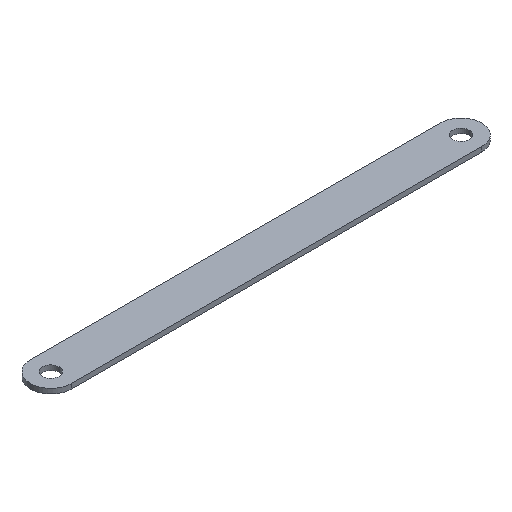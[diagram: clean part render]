
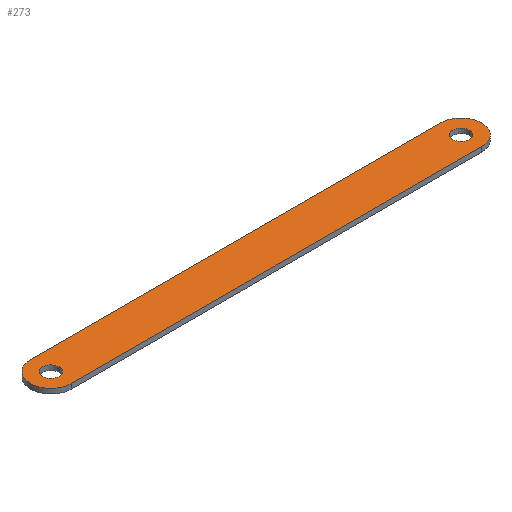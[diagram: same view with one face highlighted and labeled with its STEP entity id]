
A CAD part, isometric view. The second image highlights one B-rep face of the part: STEP entity #273.
In plain terms, the highlighted planar face has unit normal (0, 0, 1).
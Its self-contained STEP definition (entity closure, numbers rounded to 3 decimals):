
#2 = FACE_BOUND ( 'NONE', #39, .T. ) ;
#6 = VERTEX_POINT ( 'NONE', #220 ) ;
#8 = EDGE_CURVE ( 'NONE', #33, #332, #280, .T. ) ;
#9 = CIRCLE ( 'NONE', #80, 10. ) ;
#18 = DIRECTION ( 'NONE',  ( 0., 0., 1. ) ) ;
#19 = CARTESIAN_POINT ( 'NONE',  ( 250., 0., 6. ) ) ;
#20 = DIRECTION ( 'NONE',  ( 1., 0., 0. ) ) ;
#30 = EDGE_CURVE ( 'NONE', #134, #162, #336, .T. ) ;
#32 = DIRECTION ( 'NONE',  ( 1., 0., 0. ) ) ;
#33 = VERTEX_POINT ( 'NONE', #167 ) ;
#38 = EDGE_CURVE ( 'NONE', #217, #122, #227, .T. ) ;
#39 = EDGE_LOOP ( 'NONE', ( #69, #104 ) ) ;
#40 = EDGE_LOOP ( 'NONE', ( #337, #223 ) ) ;
#46 = CARTESIAN_POINT ( 'NONE',  ( -260., 0., 6. ) ) ;
#49 = CARTESIAN_POINT ( 'NONE',  ( -275., 0., 6. ) ) ;
#51 = CARTESIAN_POINT ( 'NONE',  ( -250., 0., 6. ) ) ;
#52 = CARTESIAN_POINT ( 'NONE',  ( -250., -25., 6. ) ) ;
#55 = DIRECTION ( 'NONE',  ( 0., 0., 1. ) ) ;
#59 = EDGE_CURVE ( 'NONE', #188, #6, #105, .T. ) ;
#64 = AXIS2_PLACEMENT_3D ( 'NONE', #51, #110, #248 ) ;
#66 = CIRCLE ( 'NONE', #314, 10. ) ;
#69 = ORIENTED_EDGE ( 'NONE', *, *, #284, .F. ) ;
#74 = VECTOR ( 'NONE', #20, 1000. ) ;
#80 = AXIS2_PLACEMENT_3D ( 'NONE', #324, #55, #86 ) ;
#86 = DIRECTION ( 'NONE',  ( 1., 0., 0. ) ) ;
#89 = FACE_OUTER_BOUND ( 'NONE', #309, .T. ) ;
#93 = ORIENTED_EDGE ( 'NONE', *, *, #59, .T. ) ;
#94 = CARTESIAN_POINT ( 'NONE',  ( 260., 0., 6. ) ) ;
#95 = CIRCLE ( 'NONE', #341, 25. ) ;
#96 = CARTESIAN_POINT ( 'NONE',  ( -250., 25., 6. ) ) ;
#104 = ORIENTED_EDGE ( 'NONE', *, *, #38, .F. ) ;
#105 = CIRCLE ( 'NONE', #196, 25. ) ;
#107 = CARTESIAN_POINT ( 'NONE',  ( -250., 0., 6. ) ) ;
#110 = DIRECTION ( 'NONE',  ( 0., 0., 1. ) ) ;
#115 = CARTESIAN_POINT ( 'NONE',  ( -250., -25., 6. ) ) ;
#120 = DIRECTION ( 'NONE',  ( 1., 0., 0. ) ) ;
#122 = VERTEX_POINT ( 'NONE', #46 ) ;
#125 = PLANE ( 'NONE',  #349 ) ;
#126 = DIRECTION ( 'NONE',  ( 0., 0., 1. ) ) ;
#127 = ORIENTED_EDGE ( 'NONE', *, *, #151, .T. ) ;
#134 = VERTEX_POINT ( 'NONE', #49 ) ;
#141 = EDGE_CURVE ( 'NONE', #162, #188, #173, .T. ) ;
#142 = DIRECTION ( 'NONE',  ( 0., 0., 1. ) ) ;
#143 = DIRECTION ( 'NONE',  ( 0., 0., 1. ) ) ;
#145 = CARTESIAN_POINT ( 'NONE',  ( 250., 0., 6. ) ) ;
#146 = CARTESIAN_POINT ( 'NONE',  ( -240., 0., 6. ) ) ;
#151 = EDGE_CURVE ( 'NONE', #6, #277, #198, .T. ) ;
#158 = ORIENTED_EDGE ( 'NONE', *, *, #30, .T. ) ;
#162 = VERTEX_POINT ( 'NONE', #52 ) ;
#167 = CARTESIAN_POINT ( 'NONE',  ( 240., 0., 6. ) ) ;
#173 = LINE ( 'NONE', #115, #74 ) ;
#180 = DIRECTION ( 'NONE',  ( 1., 0., 0. ) ) ;
#183 = AXIS2_PLACEMENT_3D ( 'NONE', #19, #142, #287 ) ;
#188 = VERTEX_POINT ( 'NONE', #290 ) ;
#196 = AXIS2_PLACEMENT_3D ( 'NONE', #374, #377, #345 ) ;
#198 = LINE ( 'NONE', #261, #379 ) ;
#217 = VERTEX_POINT ( 'NONE', #146 ) ;
#219 = DIRECTION ( 'NONE',  ( 1., 0., 0. ) ) ;
#220 = CARTESIAN_POINT ( 'NONE',  ( 250., 25., 6. ) ) ;
#223 = ORIENTED_EDGE ( 'NONE', *, *, #346, .F. ) ;
#227 = CIRCLE ( 'NONE', #64, 10. ) ;
#228 = EDGE_CURVE ( 'NONE', #277, #134, #95, .T. ) ;
#230 = DIRECTION ( 'NONE',  ( 0., 0., 1. ) ) ;
#240 = ORIENTED_EDGE ( 'NONE', *, *, #141, .T. ) ;
#248 = DIRECTION ( 'NONE',  ( 1., 0., 0. ) ) ;
#257 = CARTESIAN_POINT ( 'NONE',  ( -250., 0., 6. ) ) ;
#261 = CARTESIAN_POINT ( 'NONE',  ( -250., 25., 6. ) ) ;
#262 = CARTESIAN_POINT ( 'NONE',  ( -250., 0., 6. ) ) ;
#273 = ADVANCED_FACE ( 'NONE', ( #2, #89, #386 ), #125, .T. ) ;
#277 = VERTEX_POINT ( 'NONE', #96 ) ;
#280 = CIRCLE ( 'NONE', #183, 10. ) ;
#284 = EDGE_CURVE ( 'NONE', #122, #217, #9, .T. ) ;
#287 = DIRECTION ( 'NONE',  ( 1., 0., 0. ) ) ;
#290 = CARTESIAN_POINT ( 'NONE',  ( 250., -25., 6. ) ) ;
#303 = AXIS2_PLACEMENT_3D ( 'NONE', #107, #18, #219 ) ;
#305 = ORIENTED_EDGE ( 'NONE', *, *, #228, .T. ) ;
#309 = EDGE_LOOP ( 'NONE', ( #305, #158, #240, #93, #127 ) ) ;
#314 = AXIS2_PLACEMENT_3D ( 'NONE', #145, #126, #32 ) ;
#321 = DIRECTION ( 'NONE',  ( -1., 0., 0. ) ) ;
#324 = CARTESIAN_POINT ( 'NONE',  ( -250., 0., 6. ) ) ;
#332 = VERTEX_POINT ( 'NONE', #94 ) ;
#336 = CIRCLE ( 'NONE', #303, 25. ) ;
#337 = ORIENTED_EDGE ( 'NONE', *, *, #8, .F. ) ;
#341 = AXIS2_PLACEMENT_3D ( 'NONE', #257, #143, #120 ) ;
#345 = DIRECTION ( 'NONE',  ( 1., 0., 0. ) ) ;
#346 = EDGE_CURVE ( 'NONE', #332, #33, #66, .T. ) ;
#349 = AXIS2_PLACEMENT_3D ( 'NONE', #262, #230, #180 ) ;
#374 = CARTESIAN_POINT ( 'NONE',  ( 250., 0., 6. ) ) ;
#377 = DIRECTION ( 'NONE',  ( 0., 0., 1. ) ) ;
#379 = VECTOR ( 'NONE', #321, 1000. ) ;
#386 = FACE_BOUND ( 'NONE', #40, .T. ) ;
